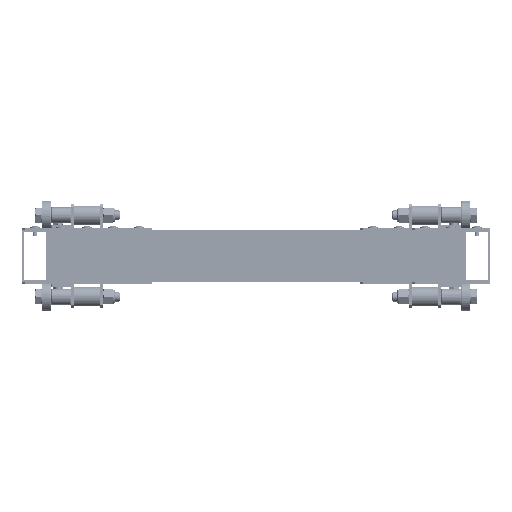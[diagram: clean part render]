
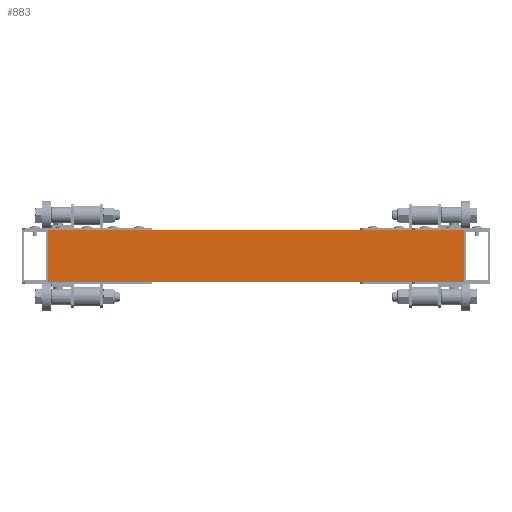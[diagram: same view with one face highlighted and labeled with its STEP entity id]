
A CAD part, front view. The second image highlights one B-rep face of the part: STEP entity #883.
In plain terms, the highlighted face is planar.
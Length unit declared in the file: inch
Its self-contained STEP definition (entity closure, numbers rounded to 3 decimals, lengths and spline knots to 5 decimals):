
#4 = DIRECTION ( 'NONE',  ( 0., -1., 0. ) ) ;
#36 = CARTESIAN_POINT ( 'NONE',  ( 0., 16., 0. ) ) ;
#353 = VECTOR ( 'NONE', #4, 39.37008 ) ;
#636 = LINE ( 'NONE', #11978, #8828 ) ;
#679 = LINE ( 'NONE', #8446, #12038 ) ;
#883 = ADVANCED_FACE ( 'NONE', ( #3899 ), #6597, .F. ) ;
#1763 = CARTESIAN_POINT ( 'NONE',  ( 0., 16., 0. ) ) ;
#1969 = DIRECTION ( 'NONE',  ( 0., 0., -1. ) ) ;
#2063 = DIRECTION ( 'NONE',  ( -1., 0., 0. ) ) ;
#3032 = DIRECTION ( 'NONE',  ( 1., 0., 0. ) ) ;
#3517 = VERTEX_POINT ( 'NONE', #11326 ) ;
#3650 = DIRECTION ( 'NONE',  ( 1., 0., 0. ) ) ;
#3899 = FACE_OUTER_BOUND ( 'NONE', #10644, .T. ) ;
#4036 = AXIS2_PLACEMENT_3D ( 'NONE', #1763, #1969, #2063 ) ;
#4188 = CARTESIAN_POINT ( 'NONE',  ( 2., 16., 0. ) ) ;
#5530 = ORIENTED_EDGE ( 'NONE', *, *, #11191, .T. ) ;
#5582 = CARTESIAN_POINT ( 'NONE',  ( 0., 16., 0. ) ) ;
#6390 = VERTEX_POINT ( 'NONE', #8466 ) ;
#6597 = PLANE ( 'NONE',  #4036 ) ;
#7789 = VERTEX_POINT ( 'NONE', #10246 ) ;
#8446 = CARTESIAN_POINT ( 'NONE',  ( 2., 16., 0. ) ) ;
#8466 = CARTESIAN_POINT ( 'NONE',  ( 0., 0., 0. ) ) ;
#8828 = VECTOR ( 'NONE', #3032, 39.37008 ) ;
#10040 = LINE ( 'NONE', #5582, #10697 ) ;
#10052 = ORIENTED_EDGE ( 'NONE', *, *, #12279, .F. ) ;
#10246 = CARTESIAN_POINT ( 'NONE',  ( 0., 16., 0. ) ) ;
#10424 = ORIENTED_EDGE ( 'NONE', *, *, #11547, .T. ) ;
#10644 = EDGE_LOOP ( 'NONE', ( #5530, #11667, #10052, #10424 ) ) ;
#10697 = VECTOR ( 'NONE', #3650, 39.37008 ) ;
#10793 = DIRECTION ( 'NONE',  ( 0., -1., 0. ) ) ;
#11051 = VERTEX_POINT ( 'NONE', #4188 ) ;
#11191 = EDGE_CURVE ( 'NONE', #6390, #3517, #636, .T. ) ;
#11326 = CARTESIAN_POINT ( 'NONE',  ( 2., 0., 0. ) ) ;
#11547 = EDGE_CURVE ( 'NONE', #7789, #6390, #13149, .T. ) ;
#11628 = EDGE_CURVE ( 'NONE', #11051, #3517, #679, .T. ) ;
#11667 = ORIENTED_EDGE ( 'NONE', *, *, #11628, .F. ) ;
#11978 = CARTESIAN_POINT ( 'NONE',  ( 0., 0., 0. ) ) ;
#12038 = VECTOR ( 'NONE', #10793, 39.37008 ) ;
#12279 = EDGE_CURVE ( 'NONE', #7789, #11051, #10040, .T. ) ;
#13149 = LINE ( 'NONE', #36, #353 ) ;
